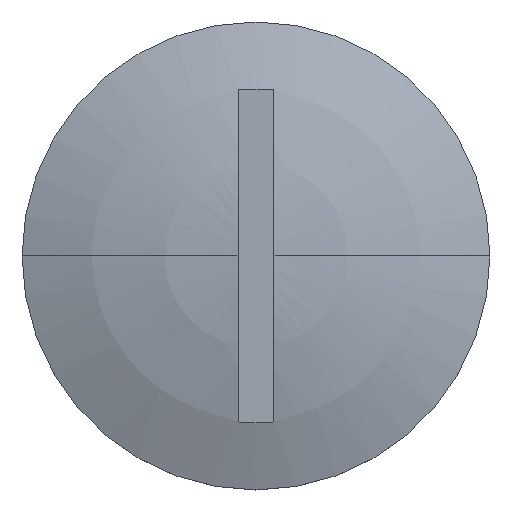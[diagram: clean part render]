
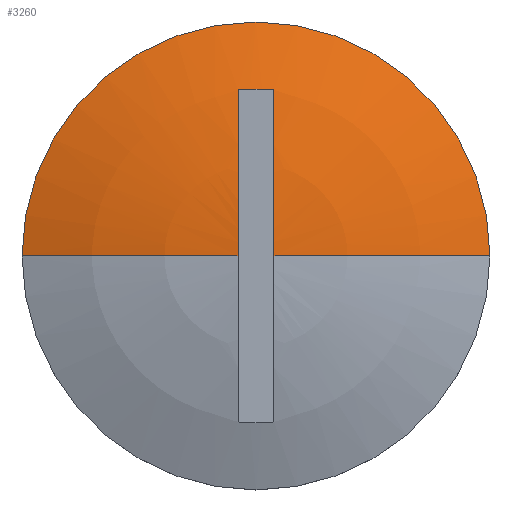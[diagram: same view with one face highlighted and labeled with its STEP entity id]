
A CAD part, top view. The second image highlights one B-rep face of the part: STEP entity #3260.
In plain terms, the highlighted spherical face has radius 35.05 mm.
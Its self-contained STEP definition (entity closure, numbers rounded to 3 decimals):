
#2490=CARTESIAN_POINT('',(-13.,0.,7.5));
#2500=VERTEX_POINT('',#2490);
#2530=CARTESIAN_POINT('',(0.,0.,7.5));
#2540=DIRECTION('',(0.,0.,1.));
#2550=DIRECTION('',(1.,0.,0.));
#2560=AXIS2_PLACEMENT_3D('',#2530,#2540,#2550);
#2570=CIRCLE('',#2560,13.);
#2580=CARTESIAN_POINT('',(13.,0.,7.5));
#2590=VERTEX_POINT('',#2580);
#2790=CARTESIAN_POINT('',(0.,0.,-25.05));
#2800=DIRECTION('',(0.,0.,1.));
#2810=DIRECTION('',(1.,0.,0.));
#2820=AXIS2_PLACEMENT_3D('',#2790,#2800,#2810);
#2830=SPHERICAL_SURFACE('',#2820,35.05);
#2840=CARTESIAN_POINT('',(0.,0.,-25.05));
#2850=DIRECTION('',(0.,1.,0.));
#2860=DIRECTION('',(1.,0.,0.));
#2870=AXIS2_PLACEMENT_3D('',#2840,#2850,#2860);
#2880=CIRCLE('',#2870,35.05);
#2890=CARTESIAN_POINT('',(-1.,0.,
9.986));
#2900=VERTEX_POINT('',#2890);
#2910=EDGE_CURVE('',#2500,#2900,#2880,.T.);
#2920=ORIENTED_EDGE('',*,*,#2910,.T.);
#2930=EDGE_CURVE('',#2590,#2500,#2570,.T.);
#2940=ORIENTED_EDGE('',*,*,#2930,.T.);
#2950=CARTESIAN_POINT('',(1.,0.,9.986));
#2960=VERTEX_POINT('',#2950);
#2970=EDGE_CURVE('',#2960,#2590,#2880,.T.);
#2980=ORIENTED_EDGE('',*,*,#2970,.T.);
#2990=CARTESIAN_POINT('',(1.,0.,-25.05));
#3000=DIRECTION('',(1.,0.,0.));
#3010=DIRECTION('',(0.,-1.,0.));
#3020=AXIS2_PLACEMENT_3D('',#2990,#3000,#3010);
#3030=CIRCLE('',#3020,35.036);
#3040=CARTESIAN_POINT('',(1.,9.223,8.75));
#3050=VERTEX_POINT('',#3040);
#3060=EDGE_CURVE('',#3050,#2960,#3030,.T.);
#3070=ORIENTED_EDGE('',*,*,#3060,.T.);
#3080=CARTESIAN_POINT('',(0.,0.,8.75));
#3090=DIRECTION('',(0.,0.,-1.));
#3100=DIRECTION('',(1.,0.,0.));
#3110=AXIS2_PLACEMENT_3D('',#3080,#3090,#3100);
#3120=CIRCLE('',#3110,9.277);
#3130=CARTESIAN_POINT('',(-1.,9.223,8.75));
#3140=VERTEX_POINT('',#3130);
#3150=EDGE_CURVE('',#3140,#3050,#3120,.T.);
#3160=ORIENTED_EDGE('',*,*,#3150,.T.);
#3170=CARTESIAN_POINT('',(-1.,0.,-25.05));
#3180=DIRECTION('',(-1.,0.,0.));
#3190=DIRECTION('',(0.,1.,0.));
#3200=AXIS2_PLACEMENT_3D('',#3170,#3180,#3190);
#3210=CIRCLE('',#3200,35.036);
#3220=EDGE_CURVE('',#2900,#3140,#3210,.T.);
#3230=ORIENTED_EDGE('',*,*,#3220,.T.);
#3240=EDGE_LOOP('',(#3230,#3160,#3070,#2980,#2940,#2920));
#3250=FACE_OUTER_BOUND('',#3240,.T.);
#3260=ADVANCED_FACE('',(#3250),#2830,.T.);
